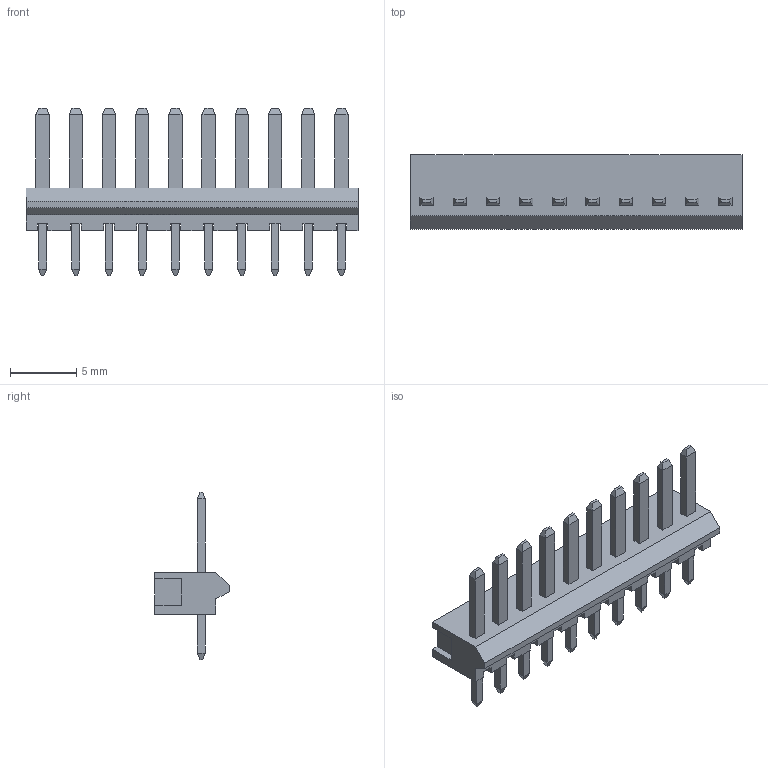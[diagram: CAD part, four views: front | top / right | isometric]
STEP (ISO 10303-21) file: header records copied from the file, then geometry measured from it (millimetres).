
FILE_DESCRIPTION(('FreeCAD Model'),'2;1');
FILE_NAME('Open CASCADE Shape Model','2021-07-29T09:53:14',( 'kicad StepUp'),('ksu MCAD'),'Open CASCADE STEP processor 7.4', 'FreeCAD','Unknown');
FILE_SCHEMA(('AUTOMOTIVE_DESIGN { 1 0 10303 214 1 1 1 1 }'));
Length unit declared in the file: millimetre
Products named in the file (1): JST_NH_B10P-SHF-1AA_1x10_P2.50mm_Vertical.copy
Bounding box: 25 x 5.6 x 12.6 mm (x, y, z)
Volume: 388.6 mm3; surface area: 888.1 mm2
Topology: 21 solids, 21 shells, 302 faces, 673 edges, 422 vertices
Faces by surface type: plane 222, bspline 80
Entity records: 18448 total; most frequent: CARTESIAN_POINT 3640, DIRECTION 1809, LINE 1363, VECTOR 1363, ORIENTED_EDGE 1346, PCURVE 1346, DEFINITIONAL_REPRESENTATION 1346, EDGE_CURVE 673
